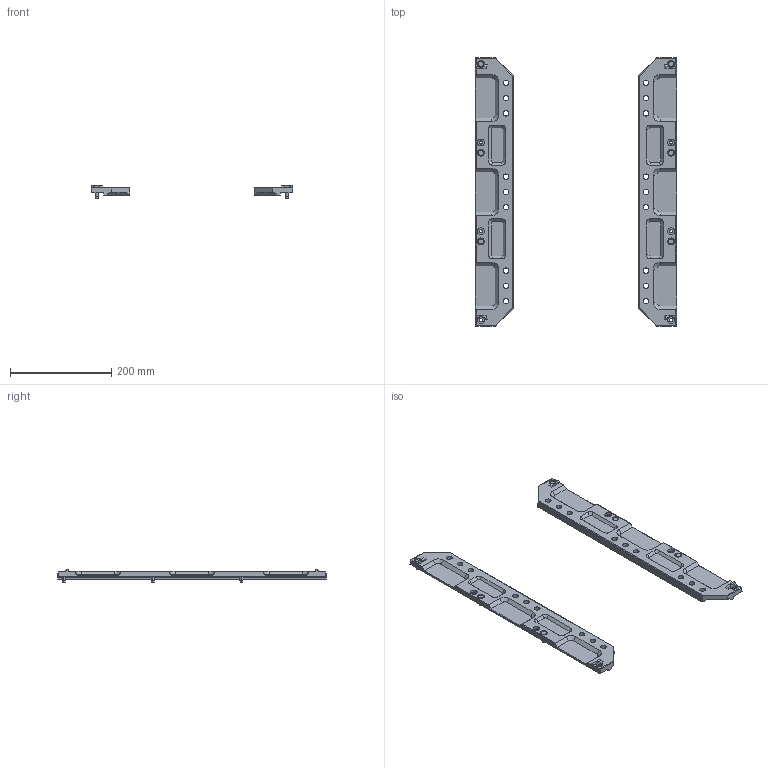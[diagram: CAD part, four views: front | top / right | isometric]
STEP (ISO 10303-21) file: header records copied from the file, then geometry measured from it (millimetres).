
FILE_DESCRIPTION(('STEP AP214'),'1');
FILE_NAME('cctmp_400BB276-2CB3-4BA0-AF5B-80866FDF2480_2024_07_02_12_15_50_0816..stp','2024-07-02T10:15:51',('SIEMENS A&D'),('CADClick - www.CADClick.com'),'Spatial InterOp 3D',' ','unknown authorization');
FILE_SCHEMA(('AUTOMOTIVE_DESIGN'));
Length unit declared in the file: millimetre
Products named in the file (9): cc_unnamed; 2024_07_02_12_15_50_0800; 2024_07_02_12_15_50_0754; 2024_07_02_12_15_50_0722; 2024_07_02_12_15_50_0644; 2024_07_02_12_15_50_0582; 2024_07_02_12_15_50_0551; 2024_07_02_12_15_50_0519; 2024_07_02_12_15_50_0457
Assembly tree (8 placements, depth 2):
  cc_unnamed
    2024_07_02_12_15_50_0800
    2024_07_02_12_15_50_0754
    2024_07_02_12_15_50_0722
    2024_07_02_12_15_50_0644
    2024_07_02_12_15_50_0582
    2024_07_02_12_15_50_0551
    2024_07_02_12_15_50_0519
    2024_07_02_12_15_50_0457
Bounding box: 397.3 x 530 x 24 mm (x, y, z)
Volume: 766785.5 mm3; surface area: 202135 mm2
Topology: 8 solids, 8 shells, 404 faces, 1038 edges, 672 vertices
Faces by surface type: cone 156, plane 146, cylinder 90, sphere 12
Entity records: 16012 total; most frequent: DIRECTION 2348, CARTESIAN_POINT 2123, ORIENTED_EDGE 2076, EDGE_CURVE 1038, AXIS2_PLACEMENT_3D 897, VERTEX_POINT 672, LINE 554, VECTOR 554
